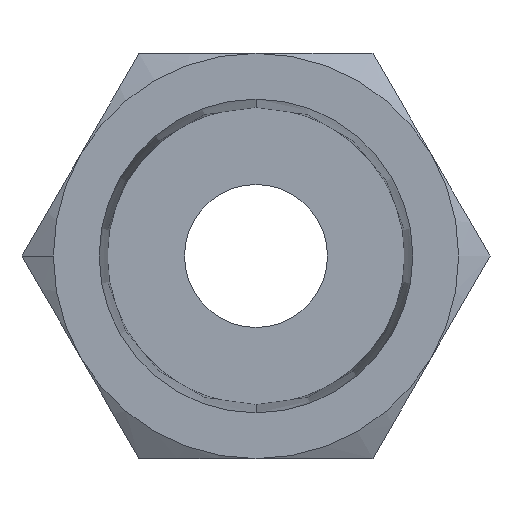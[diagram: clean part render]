
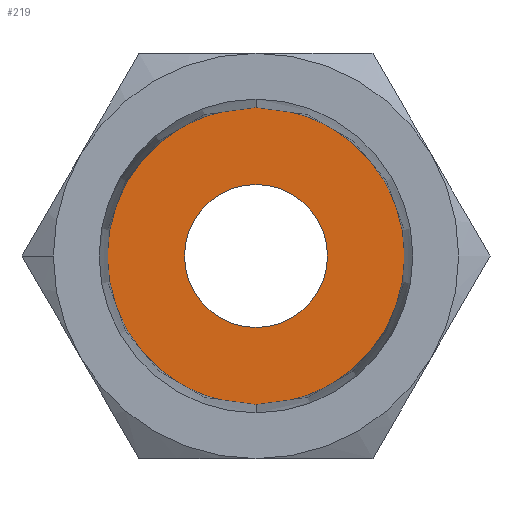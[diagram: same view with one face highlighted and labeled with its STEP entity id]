
A CAD part, front view. The second image highlights one B-rep face of the part: STEP entity #219.
In plain terms, the highlighted planar face has unit normal (0, -1, 0).
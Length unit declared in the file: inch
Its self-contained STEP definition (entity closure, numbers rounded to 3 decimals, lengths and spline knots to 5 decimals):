
#219 = ADVANCED_FACE ( 'NONE', ( #1303, #1249 ), #1941, .F. ) ;
#237 = ORIENTED_EDGE ( 'NONE', *, *, #809, .T. ) ;
#265 = VERTEX_POINT ( 'NONE', #516 ) ;
#442 = VERTEX_POINT ( 'NONE', #1231 ) ;
#478 = CIRCLE ( 'NONE', #664, 0.24546 ) ;
#483 = ORIENTED_EDGE ( 'NONE', *, *, #997, .F. ) ;
#497 = DIRECTION ( 'NONE',  ( 0., -1., 0. ) ) ;
#516 = CARTESIAN_POINT ( 'NONE',  ( 0., -0.07874, 0.11811 ) ) ;
#559 = DIRECTION ( 'NONE',  ( 0., -1., 0. ) ) ;
#592 = ORIENTED_EDGE ( 'NONE', *, *, #1059, .F. ) ;
#658 = AXIS2_PLACEMENT_3D ( 'NONE', #1597, #497, #1763 ) ;
#664 = AXIS2_PLACEMENT_3D ( 'NONE', #1578, #1565, #1428 ) ;
#711 = CARTESIAN_POINT ( 'NONE',  ( 0., -0.07874, 0. ) ) ;
#715 = AXIS2_PLACEMENT_3D ( 'NONE', #1127, #991, #1079 ) ;
#790 = ORIENTED_EDGE ( 'NONE', *, *, #2270, .T. ) ;
#795 = CARTESIAN_POINT ( 'NONE',  ( 0., -0.07874, 0.24546 ) ) ;
#809 = EDGE_CURVE ( 'NONE', #442, #2086, #478, .T. ) ;
#991 = DIRECTION ( 'NONE',  ( 0., 1., 0. ) ) ;
#997 = EDGE_CURVE ( 'NONE', #265, #1047, #1805, .T. ) ;
#1047 = VERTEX_POINT ( 'NONE', #1270 ) ;
#1059 = EDGE_CURVE ( 'NONE', #1047, #265, #2245, .T. ) ;
#1079 = DIRECTION ( 'NONE',  ( 0., 0., 1. ) ) ;
#1127 = CARTESIAN_POINT ( 'NONE',  ( -0.18179, -0.07874, 0. ) ) ;
#1231 = CARTESIAN_POINT ( 'NONE',  ( 0., -0.07874, -0.24546 ) ) ;
#1249 = FACE_OUTER_BOUND ( 'NONE', #1567, .T. ) ;
#1270 = CARTESIAN_POINT ( 'NONE',  ( 0., -0.07874, -0.11811 ) ) ;
#1289 = DIRECTION ( 'NONE',  ( 0., -1., 0. ) ) ;
#1303 = FACE_BOUND ( 'NONE', #1374, .T. ) ;
#1325 = DIRECTION ( 'NONE',  ( 0., 0., -1. ) ) ;
#1337 = CARTESIAN_POINT ( 'NONE',  ( 0., -0.07874, 0. ) ) ;
#1374 = EDGE_LOOP ( 'NONE', ( #592, #483 ) ) ;
#1428 = DIRECTION ( 'NONE',  ( 0., 0., -1. ) ) ;
#1565 = DIRECTION ( 'NONE',  ( 0., -1., 0. ) ) ;
#1567 = EDGE_LOOP ( 'NONE', ( #237, #790 ) ) ;
#1578 = CARTESIAN_POINT ( 'NONE',  ( 0., -0.07874, 0. ) ) ;
#1597 = CARTESIAN_POINT ( 'NONE',  ( 0., -0.07874, 0. ) ) ;
#1763 = DIRECTION ( 'NONE',  ( 0., 0., -1. ) ) ;
#1805 = CIRCLE ( 'NONE', #1827, 0.11811 ) ;
#1827 = AXIS2_PLACEMENT_3D ( 'NONE', #711, #559, #2002 ) ;
#1941 = PLANE ( 'NONE',  #715 ) ;
#2002 = DIRECTION ( 'NONE',  ( 0., 0., -1. ) ) ;
#2039 = AXIS2_PLACEMENT_3D ( 'NONE', #1337, #1289, #1325 ) ;
#2086 = VERTEX_POINT ( 'NONE', #795 ) ;
#2245 = CIRCLE ( 'NONE', #2039, 0.11811 ) ;
#2270 = EDGE_CURVE ( 'NONE', #2086, #442, #2278, .T. ) ;
#2278 = CIRCLE ( 'NONE', #658, 0.24546 ) ;
